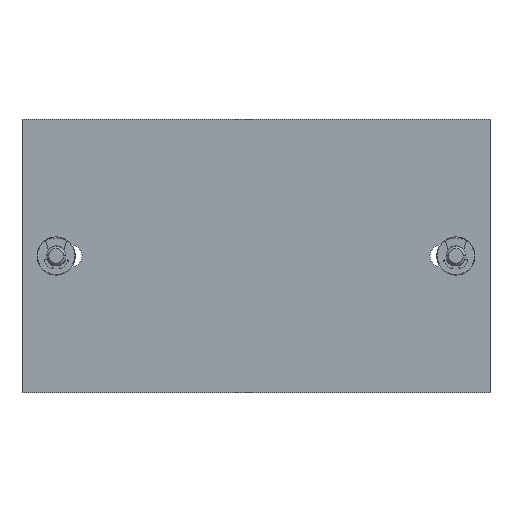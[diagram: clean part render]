
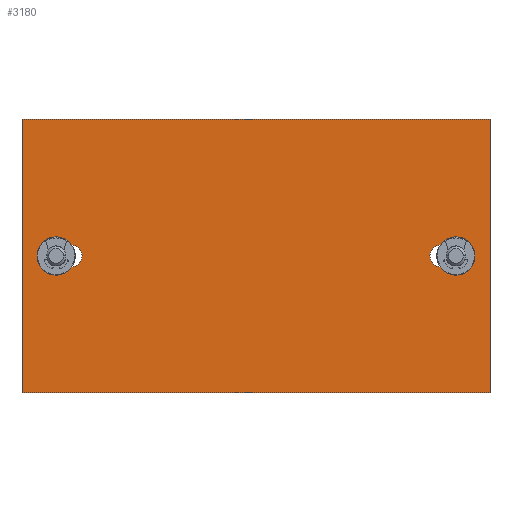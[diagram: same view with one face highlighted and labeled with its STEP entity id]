
A CAD part, top view. The second image highlights one B-rep face of the part: STEP entity #3180.
In plain terms, the highlighted planar face has unit normal (0, 0, 1).
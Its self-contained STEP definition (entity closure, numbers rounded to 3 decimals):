
#79=DIRECTION('',(1.,0.,0.));
#80=VECTOR('',#79,85.7);
#81=CARTESIAN_POINT('',(0.,0.,2.));
#82=LINE('',#81,#80);
#83=DIRECTION('',(0.,-1.,0.));
#84=VECTOR('',#83,50.);
#85=CARTESIAN_POINT('',(0.,50.,2.));
#86=LINE('',#85,#84);
#87=DIRECTION('',(-1.,0.,0.));
#88=VECTOR('',#87,85.7);
#89=CARTESIAN_POINT('',(85.7,50.,2.));
#90=LINE('',#89,#88);
#91=DIRECTION('',(0.,1.,0.));
#92=VECTOR('',#91,50.);
#93=CARTESIAN_POINT('',(85.7,0.,2.));
#94=LINE('',#93,#92);
#95=CARTESIAN_POINT('',(79.45,25.,2.));
#96=DIRECTION('',(0.,0.,1.));
#97=DIRECTION('',(1.,0.,0.));
#98=AXIS2_PLACEMENT_3D('',#95,#96,#97);
#100=CARTESIAN_POINT('',(76.7,25.,2.));
#101=DIRECTION('',(0.,0.,-1.));
#102=DIRECTION('',(-0.063,-0.998,0.));
#103=AXIS2_PLACEMENT_3D('',#100,#101,#102);
#105=CARTESIAN_POINT('',(79.45,25.,2.));
#106=DIRECTION('',(0.,0.,1.));
#107=DIRECTION('',(-0.821,-0.57,0.));
#108=AXIS2_PLACEMENT_3D('',#105,#106,#107);
#110=CARTESIAN_POINT('',(6.25,25.,2.));
#111=DIRECTION('',(0.,0.,1.));
#112=DIRECTION('',(0.821,0.57,0.));
#113=AXIS2_PLACEMENT_3D('',#110,#111,#112);
#115=CARTESIAN_POINT('',(6.25,25.,2.));
#116=DIRECTION('',(0.,0.,1.));
#117=DIRECTION('',(-1.,0.,0.));
#118=AXIS2_PLACEMENT_3D('',#115,#116,#117);
#120=CARTESIAN_POINT('',(9.,25.,2.));
#121=DIRECTION('',(0.,0.,-1.));
#122=DIRECTION('',(0.063,0.998,0.));
#123=AXIS2_PLACEMENT_3D('',#120,#121,#122);
#2569=CARTESIAN_POINT('',(0.,0.,2.));
#2570=CARTESIAN_POINT('',(85.7,0.,2.));
#2571=VERTEX_POINT('',#2569);
#2572=VERTEX_POINT('',#2570);
#2573=CARTESIAN_POINT('',(85.7,50.,2.));
#2574=VERTEX_POINT('',#2573);
#2575=CARTESIAN_POINT('',(0.,50.,2.));
#2576=VERTEX_POINT('',#2575);
#2643=CARTESIAN_POINT('',(82.95,25.,2.));
#2644=CARTESIAN_POINT('',(76.575,26.996,2.));
#2645=VERTEX_POINT('',#2643);
#2646=VERTEX_POINT('',#2644);
#2647=CARTESIAN_POINT('',(76.575,23.004,2.));
#2648=VERTEX_POINT('',#2647);
#2667=CARTESIAN_POINT('',(9.125,26.996,2.));
#2668=CARTESIAN_POINT('',(2.75,25.,2.));
#2669=VERTEX_POINT('',#2667);
#2670=VERTEX_POINT('',#2668);
#2671=CARTESIAN_POINT('',(9.125,23.004,2.));
#2672=VERTEX_POINT('',#2671);
#3153=CARTESIAN_POINT('',(0.,0.,2.));
#3154=DIRECTION('',(0.,0.,1.));
#3155=DIRECTION('',(1.,0.,0.));
#3156=AXIS2_PLACEMENT_3D('',#3153,#3154,#3155);
#3157=PLANE('',#3156);
#3158=ORIENTED_EDGE('',*,*,#3105,.F.);
#3159=ORIENTED_EDGE('',*,*,#3120,.F.);
#3160=ORIENTED_EDGE('',*,*,#3134,.F.);
#3161=ORIENTED_EDGE('',*,*,#3147,.F.);
#3162=EDGE_LOOP('',(#3158,#3159,#3160,#3161));
#3163=FACE_OUTER_BOUND('',#3162,.F.);
#3165=ORIENTED_EDGE('',*,*,#3164,.T.);
#3167=ORIENTED_EDGE('',*,*,#3166,.F.);
#3169=ORIENTED_EDGE('',*,*,#3168,.T.);
#3170=EDGE_LOOP('',(#3165,#3167,#3169));
#3171=FACE_BOUND('',#3170,.F.);
#3173=ORIENTED_EDGE('',*,*,#3172,.T.);
#3175=ORIENTED_EDGE('',*,*,#3174,.T.);
#3177=ORIENTED_EDGE('',*,*,#3176,.F.);
#3178=EDGE_LOOP('',(#3173,#3175,#3177));
#3179=FACE_BOUND('',#3178,.F.);
#3180=ADVANCED_FACE('',(#3163,#3171,#3179),#3157,.T.);
#99=CIRCLE('',#98,3.5);
#104=CIRCLE('',#103,2.);
#109=CIRCLE('',#108,3.5);
#114=CIRCLE('',#113,3.5);
#119=CIRCLE('',#118,3.5);
#124=CIRCLE('',#123,2.);
#3105=EDGE_CURVE('',#2571,#2572,#82,.T.);
#3120=EDGE_CURVE('',#2576,#2571,#86,.T.);
#3134=EDGE_CURVE('',#2574,#2576,#90,.T.);
#3147=EDGE_CURVE('',#2572,#2574,#94,.T.);
#3164=EDGE_CURVE('',#2645,#2646,#99,.T.);
#3166=EDGE_CURVE('',#2648,#2646,#104,.T.);
#3168=EDGE_CURVE('',#2648,#2645,#109,.T.);
#3172=EDGE_CURVE('',#2669,#2670,#114,.T.);
#3174=EDGE_CURVE('',#2670,#2672,#119,.T.);
#3176=EDGE_CURVE('',#2669,#2672,#124,.T.);
